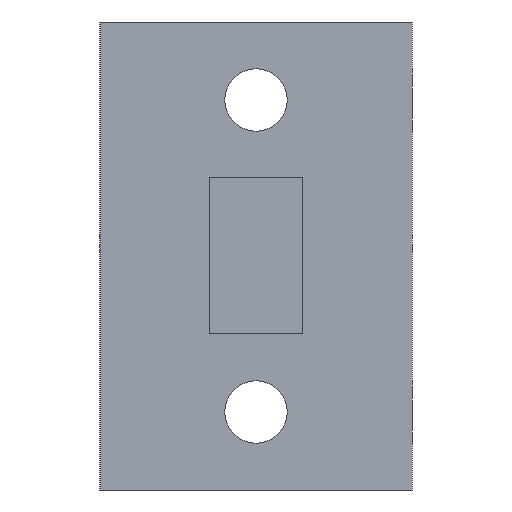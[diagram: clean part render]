
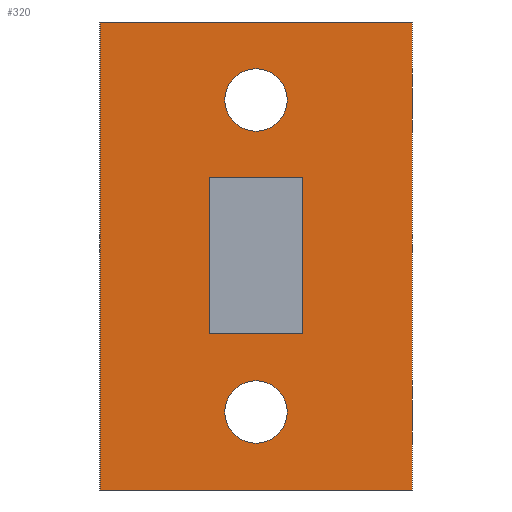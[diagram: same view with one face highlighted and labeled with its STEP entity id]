
A CAD part, left-side view. The second image highlights one B-rep face of the part: STEP entity #320.
In plain terms, the highlighted planar face has unit normal (-1, 0, 0).
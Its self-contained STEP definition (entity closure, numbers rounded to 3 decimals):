
#19=CIRCLE('',#352,2.);
#20=CIRCLE('',#353,2.);
#27=FACE_BOUND('',#60,.T.);
#28=FACE_BOUND('',#61,.T.);
#29=FACE_BOUND('',#62,.T.);
#42=FACE_OUTER_BOUND('',#59,.T.);
#59=EDGE_LOOP('',(#243,#244,#245,#246));
#60=EDGE_LOOP('',(#247,#248,#249,#250));
#61=EDGE_LOOP('',(#251));
#62=EDGE_LOOP('',(#252));
#79=LINE('',#460,#113);
#83=LINE('',#468,#117);
#86=LINE('',#474,#120);
#89=LINE('',#479,#123);
#92=LINE('',#487,#126);
#97=LINE('',#498,#131);
#98=LINE('',#499,#132);
#99=LINE('',#500,#133);
#113=VECTOR('',#374,10.);
#117=VECTOR('',#380,10.);
#120=VECTOR('',#385,10.);
#123=VECTOR('',#390,10.);
#126=VECTOR('',#397,10.);
#131=VECTOR('',#404,10.);
#132=VECTOR('',#405,10.);
#133=VECTOR('',#406,10.);
#147=VERTEX_POINT('',#458);
#148=VERTEX_POINT('',#459);
#151=VERTEX_POINT('',#467);
#153=VERTEX_POINT('',#473);
#156=VERTEX_POINT('',#484);
#157=VERTEX_POINT('',#486);
#161=VERTEX_POINT('',#496);
#162=VERTEX_POINT('',#497);
#163=VERTEX_POINT('',#501);
#164=VERTEX_POINT('',#503);
#175=EDGE_CURVE('',#147,#148,#79,.T.);
#179=EDGE_CURVE('',#148,#151,#83,.T.);
#182=EDGE_CURVE('',#151,#153,#86,.T.);
#185=EDGE_CURVE('',#153,#147,#89,.T.);
#188=EDGE_CURVE('',#156,#157,#92,.T.);
#193=EDGE_CURVE('',#161,#162,#97,.T.);
#194=EDGE_CURVE('',#161,#157,#98,.T.);
#195=EDGE_CURVE('',#162,#156,#99,.T.);
#196=EDGE_CURVE('',#163,#163,#19,.T.);
#197=EDGE_CURVE('',#164,#164,#20,.T.);
#243=ORIENTED_EDGE('',*,*,#193,.F.);
#244=ORIENTED_EDGE('',*,*,#194,.T.);
#245=ORIENTED_EDGE('',*,*,#188,.F.);
#246=ORIENTED_EDGE('',*,*,#195,.F.);
#247=ORIENTED_EDGE('',*,*,#175,.T.);
#248=ORIENTED_EDGE('',*,*,#179,.T.);
#249=ORIENTED_EDGE('',*,*,#182,.T.);
#250=ORIENTED_EDGE('',*,*,#185,.T.);
#251=ORIENTED_EDGE('',*,*,#196,.T.);
#252=ORIENTED_EDGE('',*,*,#197,.T.);
#307=PLANE('',#351);
#320=ADVANCED_FACE('',(#42,#27,#28,#29),#307,.T.);
#351=AXIS2_PLACEMENT_3D('',#495,#402,#403);
#352=AXIS2_PLACEMENT_3D('',#502,#407,#408);
#353=AXIS2_PLACEMENT_3D('',#504,#409,#410);
#374=DIRECTION('',(0.,0.,-1.));
#380=DIRECTION('',(0.,1.,0.));
#385=DIRECTION('',(0.,0.,1.));
#390=DIRECTION('',(0.,-1.,0.));
#397=DIRECTION('',(0.,-1.,0.));
#402=DIRECTION('center_axis',(-1.,0.,0.));
#403=DIRECTION('ref_axis',(0.,-1.,0.));
#404=DIRECTION('',(0.,1.,0.));
#405=DIRECTION('',(0.,0.,1.));
#406=DIRECTION('',(0.,0.,1.));
#407=DIRECTION('center_axis',(1.,0.,0.));
#408=DIRECTION('ref_axis',(0.,-1.,0.));
#409=DIRECTION('center_axis',(1.,0.,0.));
#410=DIRECTION('ref_axis',(0.,-1.,0.));
#458=CARTESIAN_POINT('',(20.,7.,20.));
#459=CARTESIAN_POINT('',(20.,7.,10.));
#460=CARTESIAN_POINT('',(20.,7.,5.));
#467=CARTESIAN_POINT('',(20.,13.,10.));
#468=CARTESIAN_POINT('',(20.,16.5,10.));
#473=CARTESIAN_POINT('',(20.,13.,20.));
#474=CARTESIAN_POINT('',(20.,13.,10.));
#479=CARTESIAN_POINT('',(20.,13.5,20.));
#484=CARTESIAN_POINT('',(20.,20.,30.));
#486=CARTESIAN_POINT('',(20.,0.,30.));
#487=CARTESIAN_POINT('',(20.,0.,30.));
#495=CARTESIAN_POINT('Origin',(20.,20.,0.));
#496=CARTESIAN_POINT('',(20.,0.,0.));
#497=CARTESIAN_POINT('',(20.,20.,0.));
#498=CARTESIAN_POINT('',(20.,0.,0.));
#499=CARTESIAN_POINT('',(20.,0.,0.));
#500=CARTESIAN_POINT('',(20.,20.,0.));
#501=CARTESIAN_POINT('',(20.,12.,25.));
#502=CARTESIAN_POINT('Origin',(20.,10.,25.));
#503=CARTESIAN_POINT('',(20.,12.,5.));
#504=CARTESIAN_POINT('Origin',(20.,10.,5.));
